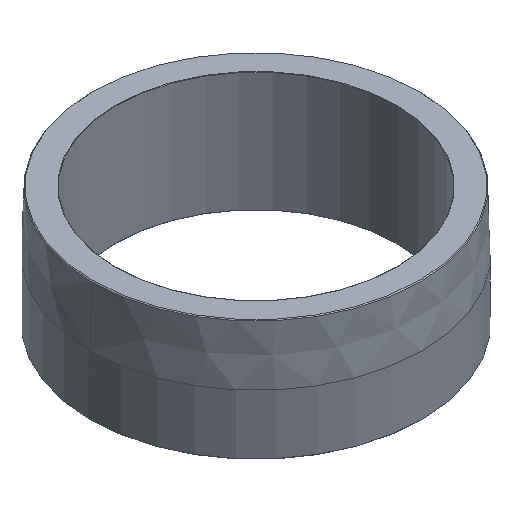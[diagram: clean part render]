
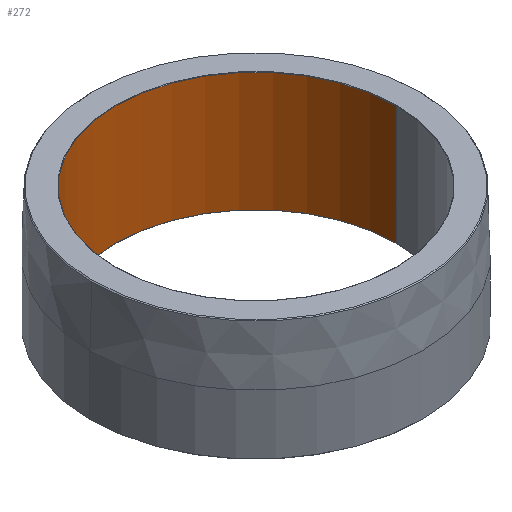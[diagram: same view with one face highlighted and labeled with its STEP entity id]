
A CAD part, isometric view. The second image highlights one B-rep face of the part: STEP entity #272.
In plain terms, the highlighted cylindrical face has radius 115.087 mm (diameter 230.175 mm), a partial arc.
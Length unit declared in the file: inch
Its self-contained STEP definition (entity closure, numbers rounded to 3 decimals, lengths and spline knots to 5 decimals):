
#16 = EDGE_CURVE ( 'NONE', #168, #24, #223, .T. ) ;
#24 = VERTEX_POINT ( 'NONE', #157 ) ;
#70 = CARTESIAN_POINT ( 'NONE',  ( -4.531, 0., 3.8625 ) ) ;
#103 = DIRECTION ( 'NONE',  ( 1., 0., 0. ) ) ;
#107 = CIRCLE ( 'NONE', #336, 4.531 ) ;
#109 = CARTESIAN_POINT ( 'NONE',  ( 0., 0., 3.8625 ) ) ;
#110 = EDGE_CURVE ( 'NONE', #388, #168, #239, .T. ) ;
#112 = CARTESIAN_POINT ( 'NONE',  ( 4.531, 0., 3.8625 ) ) ;
#125 = DIRECTION ( 'NONE',  ( 1., 0., 0. ) ) ;
#157 = CARTESIAN_POINT ( 'NONE',  ( 4.531, 0., 0.0125 ) ) ;
#161 = CARTESIAN_POINT ( 'NONE',  ( 0., 0., 0.0125 ) ) ;
#168 = VERTEX_POINT ( 'NONE', #353 ) ;
#178 = CARTESIAN_POINT ( 'NONE',  ( 0., 0., 3.875 ) ) ;
#193 = ORIENTED_EDGE ( 'NONE', *, *, #16, .T. ) ;
#195 = CARTESIAN_POINT ( 'NONE',  ( -4.531, 0., 3.875 ) ) ;
#205 = DIRECTION ( 'NONE',  ( 0., 0., -1. ) ) ;
#213 = FACE_OUTER_BOUND ( 'NONE', #453, .T. ) ;
#222 = ORIENTED_EDGE ( 'NONE', *, *, #427, .T. ) ;
#223 = CIRCLE ( 'NONE', #402, 4.531 ) ;
#239 = LINE ( 'NONE', #195, #319 ) ;
#242 = AXIS2_PLACEMENT_3D ( 'NONE', #178, #299, #495 ) ;
#272 = ADVANCED_FACE ( 'NONE', ( #213 ), #356, .F. ) ;
#277 = DIRECTION ( 'NONE',  ( 0., 0., -1. ) ) ;
#278 = CARTESIAN_POINT ( 'NONE',  ( 4.531, 0., 3.875 ) ) ;
#299 = DIRECTION ( 'NONE',  ( 0., 0., -1. ) ) ;
#319 = VECTOR ( 'NONE', #205, 39.37008 ) ;
#330 = DIRECTION ( 'NONE',  ( 0., 0., 1. ) ) ;
#336 = AXIS2_PLACEMENT_3D ( 'NONE', #109, #330, #103 ) ;
#345 = ORIENTED_EDGE ( 'NONE', *, *, #462, .F. ) ;
#353 = CARTESIAN_POINT ( 'NONE',  ( -4.531, 0., 0.0125 ) ) ;
#356 = CYLINDRICAL_SURFACE ( 'NONE', #242, 4.531 ) ;
#358 = VECTOR ( 'NONE', #377, 39.37008 ) ;
#377 = DIRECTION ( 'NONE',  ( 0., 0., -1. ) ) ;
#383 = LINE ( 'NONE', #278, #358 ) ;
#388 = VERTEX_POINT ( 'NONE', #70 ) ;
#402 = AXIS2_PLACEMENT_3D ( 'NONE', #161, #277, #125 ) ;
#403 = VERTEX_POINT ( 'NONE', #112 ) ;
#427 = EDGE_CURVE ( 'NONE', #403, #388, #107, .T. ) ;
#453 = EDGE_LOOP ( 'NONE', ( #345, #222, #494, #193 ) ) ;
#462 = EDGE_CURVE ( 'NONE', #403, #24, #383, .T. ) ;
#494 = ORIENTED_EDGE ( 'NONE', *, *, #110, .T. ) ;
#495 = DIRECTION ( 'NONE',  ( -1., 0., 0. ) ) ;
